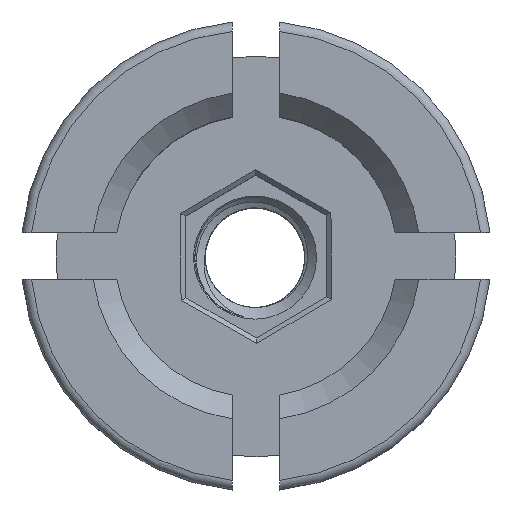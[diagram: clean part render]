
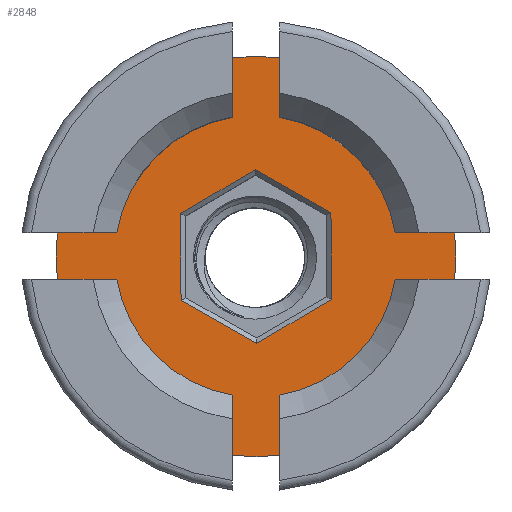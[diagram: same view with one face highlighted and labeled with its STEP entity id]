
A CAD part, top view. The second image highlights one B-rep face of the part: STEP entity #2848.
In plain terms, the highlighted planar face has unit normal (0, 0, 1).
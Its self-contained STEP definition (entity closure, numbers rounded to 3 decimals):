
#22=FACE_BOUND('',#376,.T.);
#61=PLANE('',#3073);
#217=FACE_OUTER_BOUND('',#375,.T.);
#375=EDGE_LOOP('',(#2320,#2321,#2322,#2323,#2324,#2325,#2326,#2327,#2328,
#2329,#2330,#2331,#2332,#2333,#2334,#2335,#2336));
#376=EDGE_LOOP('',(#2337,#2338,#2339,#2340,#2341,#2342));
#442=CIRCLE('',#3028,8.5);
#443=CIRCLE('',#3029,8.5);
#445=CIRCLE('',#3031,8.5);
#446=CIRCLE('',#3032,8.5);
#448=CIRCLE('',#3034,8.5);
#452=CIRCLE('',#3044,6.);
#453=CIRCLE('',#3046,6.);
#455=CIRCLE('',#3049,6.);
#458=CIRCLE('',#3057,6.);
#762=LINE('',#8172,#929);
#767=LINE('',#8224,#934);
#776=LINE('',#8288,#943);
#781=LINE('',#8340,#948);
#787=LINE('',#8371,#954);
#792=LINE('',#8414,#959);
#797=LINE('',#8440,#964);
#802=LINE('',#8454,#969);
#808=LINE('',#8729,#975);
#812=LINE('',#8737,#979);
#815=LINE('',#8743,#982);
#818=LINE('',#8749,#985);
#822=LINE('',#8757,#989);
#825=LINE('',#8761,#992);
#929=VECTOR('',#3395,10.);
#934=VECTOR('',#3408,10.);
#943=VECTOR('',#3433,10.);
#948=VECTOR('',#3446,10.);
#954=VECTOR('',#3468,10.);
#959=VECTOR('',#3489,10.);
#964=VECTOR('',#3500,10.);
#969=VECTOR('',#3507,10.);
#975=VECTOR('',#3591,10.);
#979=VECTOR('',#3597,10.);
#982=VECTOR('',#3602,10.);
#985=VECTOR('',#3607,10.);
#989=VECTOR('',#3613,10.);
#992=VECTOR('',#3618,10.);
#1202=VERTEX_POINT('',#8169);
#1203=VERTEX_POINT('',#8171);
#1212=VERTEX_POINT('',#8221);
#1213=VERTEX_POINT('',#8223);
#1226=VERTEX_POINT('',#8285);
#1227=VERTEX_POINT('',#8287);
#1236=VERTEX_POINT('',#8337);
#1237=VERTEX_POINT('',#8339);
#1243=VERTEX_POINT('',#8368);
#1244=VERTEX_POINT('',#8370);
#1250=VERTEX_POINT('',#8411);
#1251=VERTEX_POINT('',#8413);
#1255=VERTEX_POINT('',#8437);
#1256=VERTEX_POINT('',#8439);
#1260=VERTEX_POINT('',#8451);
#1261=VERTEX_POINT('',#8453);
#1265=VERTEX_POINT('',#8465);
#1269=VERTEX_POINT('',#8727);
#1270=VERTEX_POINT('',#8728);
#1273=VERTEX_POINT('',#8736);
#1275=VERTEX_POINT('',#8742);
#1277=VERTEX_POINT('',#8748);
#1280=VERTEX_POINT('',#8756);
#1568=EDGE_CURVE('',#1202,#1203,#762,.T.);
#1579=EDGE_CURVE('',#1212,#1213,#767,.T.);
#1596=EDGE_CURVE('',#1226,#1227,#776,.T.);
#1607=EDGE_CURVE('',#1236,#1237,#781,.T.);
#1618=EDGE_CURVE('',#1243,#1244,#787,.T.);
#1630=EDGE_CURVE('',#1250,#1251,#792,.T.);
#1638=EDGE_CURVE('',#1255,#1256,#797,.T.);
#1644=EDGE_CURVE('',#1260,#1261,#802,.T.);
#1650=EDGE_CURVE('',#1265,#1250,#442,.T.);
#1651=EDGE_CURVE('',#1227,#1260,#443,.T.);
#1653=EDGE_CURVE('',#1213,#1243,#445,.T.);
#1654=EDGE_CURVE('',#1203,#1255,#446,.T.);
#1656=EDGE_CURVE('',#1237,#1265,#448,.T.);
#1660=EDGE_CURVE('',#1251,#1226,#452,.T.);
#1661=EDGE_CURVE('',#1256,#1236,#453,.T.);
#1663=EDGE_CURVE('',#1261,#1212,#455,.T.);
#1666=EDGE_CURVE('',#1244,#1202,#458,.T.);
#1674=EDGE_CURVE('',#1269,#1270,#808,.T.);
#1678=EDGE_CURVE('',#1270,#1273,#812,.T.);
#1681=EDGE_CURVE('',#1273,#1275,#815,.T.);
#1684=EDGE_CURVE('',#1275,#1277,#818,.T.);
#1688=EDGE_CURVE('',#1277,#1280,#822,.T.);
#1691=EDGE_CURVE('',#1280,#1269,#825,.T.);
#2320=ORIENTED_EDGE('',*,*,#1666,.F.);
#2321=ORIENTED_EDGE('',*,*,#1618,.F.);
#2322=ORIENTED_EDGE('',*,*,#1653,.F.);
#2323=ORIENTED_EDGE('',*,*,#1579,.F.);
#2324=ORIENTED_EDGE('',*,*,#1663,.F.);
#2325=ORIENTED_EDGE('',*,*,#1644,.F.);
#2326=ORIENTED_EDGE('',*,*,#1651,.F.);
#2327=ORIENTED_EDGE('',*,*,#1596,.F.);
#2328=ORIENTED_EDGE('',*,*,#1660,.F.);
#2329=ORIENTED_EDGE('',*,*,#1630,.F.);
#2330=ORIENTED_EDGE('',*,*,#1650,.F.);
#2331=ORIENTED_EDGE('',*,*,#1656,.F.);
#2332=ORIENTED_EDGE('',*,*,#1607,.F.);
#2333=ORIENTED_EDGE('',*,*,#1661,.F.);
#2334=ORIENTED_EDGE('',*,*,#1638,.F.);
#2335=ORIENTED_EDGE('',*,*,#1654,.F.);
#2336=ORIENTED_EDGE('',*,*,#1568,.F.);
#2337=ORIENTED_EDGE('',*,*,#1674,.F.);
#2338=ORIENTED_EDGE('',*,*,#1691,.F.);
#2339=ORIENTED_EDGE('',*,*,#1688,.F.);
#2340=ORIENTED_EDGE('',*,*,#1684,.F.);
#2341=ORIENTED_EDGE('',*,*,#1681,.F.);
#2342=ORIENTED_EDGE('',*,*,#1678,.F.);
#2848=ADVANCED_FACE('',(#217,#22),#61,.F.);
#3028=AXIS2_PLACEMENT_3D('',#8467,#3515,#3516);
#3029=AXIS2_PLACEMENT_3D('',#8468,#3517,#3518);
#3031=AXIS2_PLACEMENT_3D('',#8470,#3521,#3522);
#3032=AXIS2_PLACEMENT_3D('',#8471,#3523,#3524);
#3034=AXIS2_PLACEMENT_3D('',#8473,#3527,#3528);
#3044=AXIS2_PLACEMENT_3D('',#8483,#3547,#3548);
#3046=AXIS2_PLACEMENT_3D('',#8485,#3551,#3552);
#3049=AXIS2_PLACEMENT_3D('',#8488,#3557,#3558);
#3057=AXIS2_PLACEMENT_3D('',#8496,#3573,#3574);
#3073=AXIS2_PLACEMENT_3D('',#8776,#3632,#3633);
#3395=DIRECTION('',(1.,0.,0.));
#3408=DIRECTION('',(0.,1.,0.));
#3433=DIRECTION('',(-1.,0.,0.));
#3446=DIRECTION('',(0.,-1.,0.));
#3468=DIRECTION('',(0.,-1.,0.));
#3489=DIRECTION('',(0.,1.,0.));
#3500=DIRECTION('',(-1.,0.,0.));
#3507=DIRECTION('',(1.,0.,0.));
#3515=DIRECTION('center_axis',(0.,0.,-1.));
#3516=DIRECTION('ref_axis',(0.,1.,0.));
#3517=DIRECTION('center_axis',(0.,0.,-1.));
#3518=DIRECTION('ref_axis',(0.,1.,0.));
#3521=DIRECTION('center_axis',(0.,0.,-1.));
#3522=DIRECTION('ref_axis',(0.,1.,0.));
#3523=DIRECTION('center_axis',(0.,0.,-1.));
#3524=DIRECTION('ref_axis',(0.,1.,0.));
#3527=DIRECTION('center_axis',(0.,0.,-1.));
#3528=DIRECTION('ref_axis',(0.,1.,0.));
#3547=DIRECTION('center_axis',(0.,0.,-1.));
#3548=DIRECTION('ref_axis',(1.,0.,0.));
#3551=DIRECTION('center_axis',(0.,0.,-1.));
#3552=DIRECTION('ref_axis',(1.,0.,0.));
#3557=DIRECTION('center_axis',(0.,0.,-1.));
#3558=DIRECTION('ref_axis',(1.,0.,0.));
#3573=DIRECTION('center_axis',(0.,0.,-1.));
#3574=DIRECTION('ref_axis',(1.,0.,0.));
#3591=DIRECTION('',(-0.863,-0.506,0.));
#3597=DIRECTION('',(0.007,-1.,0.));
#3602=DIRECTION('',(0.869,-0.494,0.));
#3607=DIRECTION('',(0.863,0.506,0.));
#3613=DIRECTION('',(-0.007,1.,0.));
#3618=DIRECTION('',(-0.869,0.494,0.));
#3632=DIRECTION('center_axis',(0.,0.,-1.));
#3633=DIRECTION('ref_axis',(1.,0.,0.));
#8169=CARTESIAN_POINT('',(5.916,1.,71.));
#8171=CARTESIAN_POINT('',(8.441,1.,71.));
#8172=CARTESIAN_POINT('',(11.,1.,71.));
#8221=CARTESIAN_POINT('',(-1.,5.916,71.));
#8223=CARTESIAN_POINT('',(-1.,8.441,71.));
#8224=CARTESIAN_POINT('',(-1.,11.,71.));
#8285=CARTESIAN_POINT('',(-5.916,-1.,71.));
#8287=CARTESIAN_POINT('',(-8.441,-1.,71.));
#8288=CARTESIAN_POINT('',(-11.,-1.,71.));
#8337=CARTESIAN_POINT('',(1.,-5.916,71.));
#8339=CARTESIAN_POINT('',(1.,-8.441,71.));
#8340=CARTESIAN_POINT('',(1.,-11.,71.));
#8368=CARTESIAN_POINT('',(1.,8.441,71.));
#8370=CARTESIAN_POINT('',(1.,5.916,71.));
#8371=CARTESIAN_POINT('',(1.,-11.,71.));
#8411=CARTESIAN_POINT('',(-1.,-8.441,71.));
#8413=CARTESIAN_POINT('',(-1.,-5.916,71.));
#8414=CARTESIAN_POINT('',(-1.,11.,71.));
#8437=CARTESIAN_POINT('',(8.441,-1.,71.));
#8439=CARTESIAN_POINT('',(5.916,-1.,71.));
#8440=CARTESIAN_POINT('',(-11.,-1.,71.));
#8451=CARTESIAN_POINT('',(-8.441,1.,71.));
#8453=CARTESIAN_POINT('',(-5.916,1.,71.));
#8454=CARTESIAN_POINT('',(11.,1.,71.));
#8465=CARTESIAN_POINT('',(0.,-8.5,71.));
#8467=CARTESIAN_POINT('Origin',(0.,0.,71.));
#8468=CARTESIAN_POINT('Origin',(0.,0.,71.));
#8470=CARTESIAN_POINT('Origin',(0.,0.,71.));
#8471=CARTESIAN_POINT('Origin',(0.,0.,71.));
#8473=CARTESIAN_POINT('Origin',(0.,0.,71.));
#8483=CARTESIAN_POINT('Origin',(0.,0.,71.));
#8485=CARTESIAN_POINT('Origin',(0.,0.,71.));
#8488=CARTESIAN_POINT('Origin',(0.,0.,71.));
#8496=CARTESIAN_POINT('Origin',(0.,0.,71.));
#8727=CARTESIAN_POINT('',(-0.024,3.695,71.));
#8728=CARTESIAN_POINT('',(-3.212,1.826,71.));
#8729=CARTESIAN_POINT('',(-2.365,2.323,71.));
#8736=CARTESIAN_POINT('',(-3.188,-1.869,71.));
#8737=CARTESIAN_POINT('',(-3.194,-0.887,71.));
#8742=CARTESIAN_POINT('',(0.024,-3.695,71.));
#8743=CARTESIAN_POINT('',(-0.829,-3.21,71.));
#8748=CARTESIAN_POINT('',(3.212,-1.826,71.));
#8749=CARTESIAN_POINT('',(2.365,-2.323,71.));
#8756=CARTESIAN_POINT('',(3.188,1.869,71.));
#8757=CARTESIAN_POINT('',(3.194,0.887,71.));
#8761=CARTESIAN_POINT('',(0.829,3.21,71.));
#8776=CARTESIAN_POINT('Origin',(0.,0.,71.));
